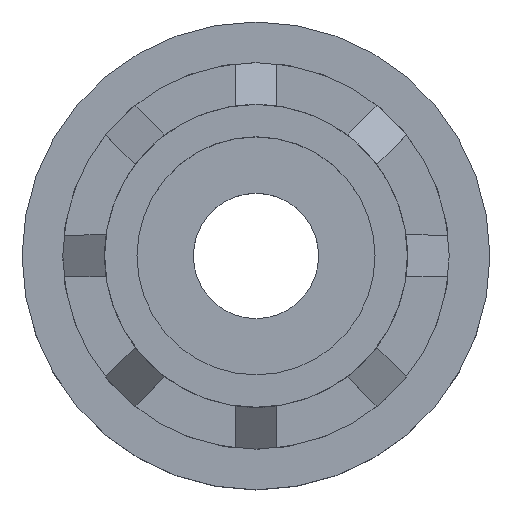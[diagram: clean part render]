
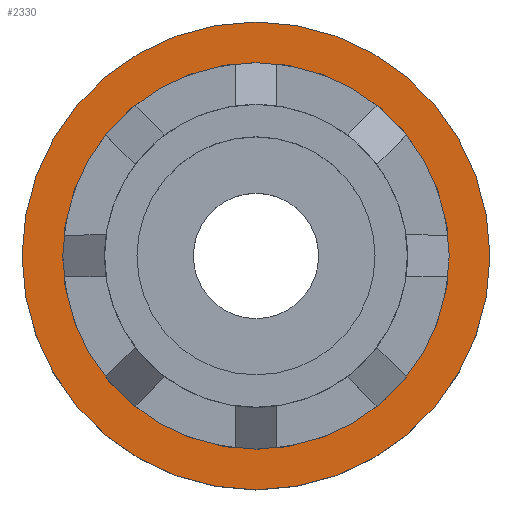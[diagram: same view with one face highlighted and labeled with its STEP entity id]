
A CAD part, top view. The second image highlights one B-rep face of the part: STEP entity #2330.
In plain terms, the highlighted planar face has unit normal (0, 0, 1).
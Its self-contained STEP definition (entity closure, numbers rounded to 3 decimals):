
#553=FACE_BOUND('',#679,.T.);
#559=FACE_OUTER_BOUND('',#678,.T.);
#678=EDGE_LOOP('',(#1444));
#679=EDGE_LOOP('',(#1445));
#803=CIRCLE('',#2473,6.16);
#804=CIRCLE('',#2474,5.088);
#879=VERTEX_POINT('',#3360);
#880=VERTEX_POINT('',#3362);
#1105=EDGE_CURVE('',#879,#879,#803,.T.);
#1106=EDGE_CURVE('',#880,#880,#804,.T.);
#1444=ORIENTED_EDGE('',*,*,#1105,.T.);
#1445=ORIENTED_EDGE('',*,*,#1106,.F.);
#2122=PLANE('',#2472);
#2330=ADVANCED_FACE('',(#559,#553),#2122,.T.);
#2472=AXIS2_PLACEMENT_3D('',#3359,#2687,#2688);
#2473=AXIS2_PLACEMENT_3D('',#3361,#2689,#2690);
#2474=AXIS2_PLACEMENT_3D('',#3363,#2691,#2692);
#2687=DIRECTION('center_axis',(0.,0.,1.));
#2688=DIRECTION('ref_axis',(0.,-1.,0.));
#2689=DIRECTION('center_axis',(0.,0.,1.));
#2690=DIRECTION('ref_axis',(-1.,0.,0.));
#2691=DIRECTION('center_axis',(0.,0.,1.));
#2692=DIRECTION('ref_axis',(-1.,0.,0.));
#3359=CARTESIAN_POINT('Origin',(0.,0.,2.75));
#3360=CARTESIAN_POINT('',(6.16,0.,2.75));
#3361=CARTESIAN_POINT('Origin',(0.,0.,2.75));
#3362=CARTESIAN_POINT('',(5.088,0.,2.75));
#3363=CARTESIAN_POINT('Origin',(0.,0.,2.75));
